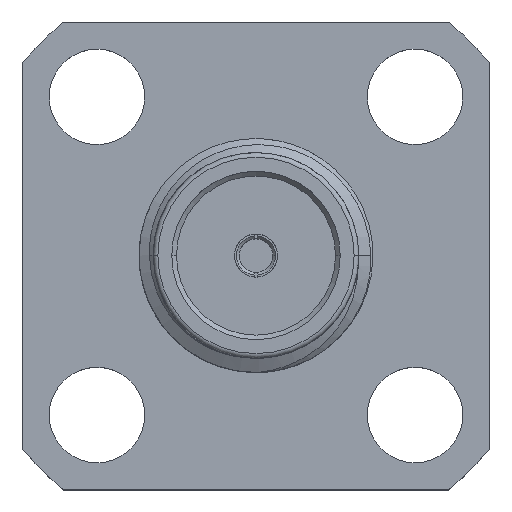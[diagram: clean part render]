
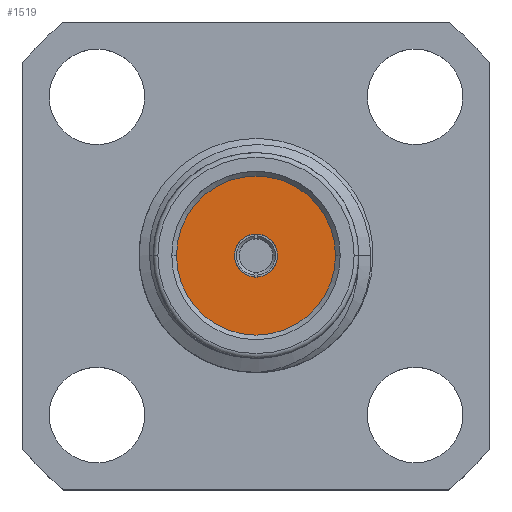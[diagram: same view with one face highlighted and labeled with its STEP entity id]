
A CAD part, top view. The second image highlights one B-rep face of the part: STEP entity #1519.
In plain terms, the highlighted planar face has unit normal (0, 0, 1).
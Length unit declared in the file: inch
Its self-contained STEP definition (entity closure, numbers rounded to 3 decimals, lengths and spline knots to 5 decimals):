
#33 = EDGE_CURVE ( 'NONE', #1736, #3623, #110, .T. ) ;
#56 = CARTESIAN_POINT ( 'NONE',  ( 0., 0., 0.23 ) ) ;
#110 = CIRCLE ( 'NONE', #3656, 0.085 ) ;
#214 = DIRECTION ( 'NONE',  ( 0., 0., 1. ) ) ;
#244 = CARTESIAN_POINT ( 'NONE',  ( 0., 0., 0.23 ) ) ;
#302 = DIRECTION ( 'NONE',  ( 1., 0., 0. ) ) ;
#340 = CARTESIAN_POINT ( 'NONE',  ( 0.085, 0., 0.23 ) ) ;
#516 = CARTESIAN_POINT ( 'NONE',  ( 0., 0., 0.23 ) ) ;
#549 = CARTESIAN_POINT ( 'NONE',  ( 0., 0., 0.23 ) ) ;
#748 = DIRECTION ( 'NONE',  ( 0., 0., 1. ) ) ;
#1210 = AXIS2_PLACEMENT_3D ( 'NONE', #516, #748, #1420 ) ;
#1294 = EDGE_CURVE ( 'NONE', #3366, #2059, #2038, .T. ) ;
#1305 = DIRECTION ( 'NONE',  ( 0., 0., 1. ) ) ;
#1420 = DIRECTION ( 'NONE',  ( 1., 0., 0. ) ) ;
#1426 = EDGE_LOOP ( 'NONE', ( #1708, #2820 ) ) ;
#1463 = DIRECTION ( 'NONE',  ( 1., 0., 0. ) ) ;
#1519 = ADVANCED_FACE ( 'NONE', ( #3718, #3056 ), #2151, .T. ) ;
#1589 = AXIS2_PLACEMENT_3D ( 'NONE', #244, #3411, #302 ) ;
#1601 = CARTESIAN_POINT ( 'NONE',  ( -0.085, 0., 0.23 ) ) ;
#1708 = ORIENTED_EDGE ( 'NONE', *, *, #33, .T. ) ;
#1731 = ORIENTED_EDGE ( 'NONE', *, *, #1294, .F. ) ;
#1736 = VERTEX_POINT ( 'NONE', #340 ) ;
#1800 = DIRECTION ( 'NONE',  ( 0., 0., 1. ) ) ;
#1909 = CIRCLE ( 'NONE', #2890, 0.085 ) ;
#2000 = CIRCLE ( 'NONE', #1210, 0.023 ) ;
#2038 = CIRCLE ( 'NONE', #2956, 0.023 ) ;
#2059 = VERTEX_POINT ( 'NONE', #2452 ) ;
#2088 = EDGE_LOOP ( 'NONE', ( #1731, #3531 ) ) ;
#2151 = PLANE ( 'NONE',  #1589 ) ;
#2192 = DIRECTION ( 'NONE',  ( 1., 0., 0. ) ) ;
#2429 = DIRECTION ( 'NONE',  ( 1., 0., 0. ) ) ;
#2452 = CARTESIAN_POINT ( 'NONE',  ( -0.023, 0., 0.23 ) ) ;
#2503 = CARTESIAN_POINT ( 'NONE',  ( 0.023, 0., 0.23 ) ) ;
#2820 = ORIENTED_EDGE ( 'NONE', *, *, #3406, .T. ) ;
#2825 = EDGE_CURVE ( 'NONE', #2059, #3366, #2000, .T. ) ;
#2890 = AXIS2_PLACEMENT_3D ( 'NONE', #56, #1305, #2192 ) ;
#2956 = AXIS2_PLACEMENT_3D ( 'NONE', #3270, #214, #1463 ) ;
#3056 = FACE_OUTER_BOUND ( 'NONE', #1426, .T. ) ;
#3270 = CARTESIAN_POINT ( 'NONE',  ( 0., 0., 0.23 ) ) ;
#3366 = VERTEX_POINT ( 'NONE', #2503 ) ;
#3406 = EDGE_CURVE ( 'NONE', #3623, #1736, #1909, .T. ) ;
#3411 = DIRECTION ( 'NONE',  ( 0., 0., 1. ) ) ;
#3531 = ORIENTED_EDGE ( 'NONE', *, *, #2825, .F. ) ;
#3623 = VERTEX_POINT ( 'NONE', #1601 ) ;
#3656 = AXIS2_PLACEMENT_3D ( 'NONE', #549, #1800, #2429 ) ;
#3718 = FACE_BOUND ( 'NONE', #2088, .T. ) ;
